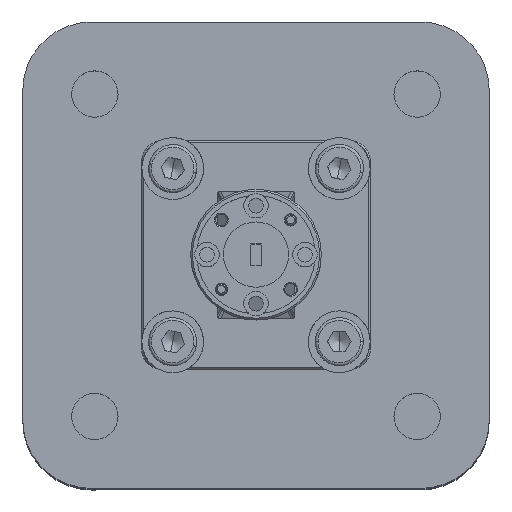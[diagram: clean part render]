
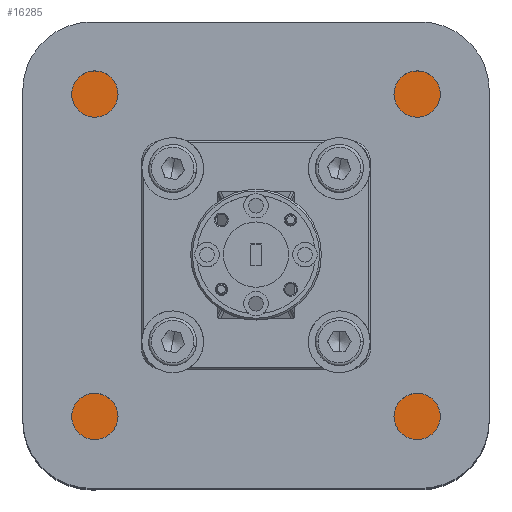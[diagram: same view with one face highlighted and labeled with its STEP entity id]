
A CAD part, top view. The second image highlights one B-rep face of the part: STEP entity #16285.
In plain terms, the highlighted planar face has unit normal (0, 0, 1).
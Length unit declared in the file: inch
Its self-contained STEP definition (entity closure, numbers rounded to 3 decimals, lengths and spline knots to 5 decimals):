
#158 = DIRECTION ( 'NONE',  ( 0., -1., 0. ) ) ;
#437 = VECTOR ( 'NONE', #21846, 39.37008 ) ;
#513 = DIRECTION ( 'NONE',  ( 0., 0., -1. ) ) ;
#671 = CARTESIAN_POINT ( 'NONE',  ( -1.41054, -0.78517, -0.79921 ) ) ;
#2120 = CARTESIAN_POINT ( 'NONE',  ( -0.39262, -1.17887, -0.79921 ) ) ;
#2134 = CARTESIAN_POINT ( 'NONE',  ( 0.47923, -0.39147, -0.79921 ) ) ;
#2400 = DIRECTION ( 'NONE',  ( 1., 0., 0. ) ) ;
#3518 = CARTESIAN_POINT ( 'NONE',  ( -0.62314, 0.71089, -0.79921 ) ) ;
#4113 = EDGE_CURVE ( 'NONE', #25430, #15818, #8410, .T. ) ;
#4779 = FACE_BOUND ( 'NONE', #25558, .T. ) ;
#5141 = DIRECTION ( 'NONE',  ( 0., -1., 0. ) ) ;
#5310 = DIRECTION ( 'NONE',  ( 0., 1., 0. ) ) ;
#5442 = EDGE_CURVE ( 'NONE', #31209, #17776, #12062, .T. ) ;
#5447 = DIRECTION ( 'NONE',  ( 0., 0., -1. ) ) ;
#5660 = LINE ( 'NONE', #11060, #23762 ) ;
#7031 = DIRECTION ( 'NONE',  ( -1., 0., 0. ) ) ;
#7075 = VERTEX_POINT ( 'NONE', #9494 ) ;
#7406 = EDGE_CURVE ( 'NONE', #15818, #9105, #15250, .T. ) ;
#7459 = FACE_OUTER_BOUND ( 'NONE', #8607, .T. ) ;
#7584 = DIRECTION ( 'NONE',  ( 0., 0., -1. ) ) ;
#7995 = CARTESIAN_POINT ( 'NONE',  ( 0.47923, -0.39147, -0.79921 ) ) ;
#8410 = LINE ( 'NONE', #22771, #35092 ) ;
#8607 = EDGE_LOOP ( 'NONE', ( #22306, #31306, #30181, #15291, #30124, #25615, #25219, #19794 ) ) ;
#8632 = VECTOR ( 'NONE', #25895, 39.37008 ) ;
#9105 = VERTEX_POINT ( 'NONE', #26832 ) ;
#9494 = CARTESIAN_POINT ( 'NONE',  ( 1.26663, -0.78517, -0.79921 ) ) ;
#9604 = EDGE_CURVE ( 'NONE', #24572, #17548, #26750, .T. ) ;
#9988 = DIRECTION ( 'NONE',  ( 0., 0., -1. ) ) ;
#11060 = CARTESIAN_POINT ( 'NONE',  ( -0.62314, -0.39147, -0.79921 ) ) ;
#11157 = VERTEX_POINT ( 'NONE', #28769 ) ;
#11494 = CIRCLE ( 'NONE', #20671, 0.3937 ) ;
#11961 = VECTOR ( 'NONE', #31291, 39.37008 ) ;
#12062 = LINE ( 'NONE', #28080, #8632 ) ;
#12076 = CIRCLE ( 'NONE', #29863, 0.3937 ) ;
#12187 = DIRECTION ( 'NONE',  ( 1., 0., 0. ) ) ;
#12563 = CARTESIAN_POINT ( 'NONE',  ( -1.41054, 1.10459, -0.79921 ) ) ;
#12799 = AXIS2_PLACEMENT_3D ( 'NONE', #29043, #9988, #29405 ) ;
#12978 = EDGE_CURVE ( 'NONE', #11157, #7075, #22466, .T. ) ;
#15124 = CARTESIAN_POINT ( 'NONE',  ( 0.87293, -1.17887, -0.79921 ) ) ;
#15162 = ORIENTED_EDGE ( 'NONE', *, *, #9604, .F. ) ;
#15250 = CIRCLE ( 'NONE', #15833, 0.3937 ) ;
#15291 = ORIENTED_EDGE ( 'NONE', *, *, #20099, .F. ) ;
#15757 = LINE ( 'NONE', #2120, #437 ) ;
#15818 = VERTEX_POINT ( 'NONE', #12563 ) ;
#15833 = AXIS2_PLACEMENT_3D ( 'NONE', #23753, #7584, #21056 ) ;
#16079 = CARTESIAN_POINT ( 'NONE',  ( 0.87293, 1.49829, -0.79921 ) ) ;
#16285 = ADVANCED_FACE ( 'NONE', ( #7459, #4779 ), #24344, .F. ) ;
#17064 = VERTEX_POINT ( 'NONE', #28916 ) ;
#17267 = CIRCLE ( 'NONE', #31063, 0.3937 ) ;
#17364 = ORIENTED_EDGE ( 'NONE', *, *, #30617, .F. ) ;
#17548 = VERTEX_POINT ( 'NONE', #7995 ) ;
#17776 = VERTEX_POINT ( 'NONE', #3518 ) ;
#18341 = EDGE_CURVE ( 'NONE', #17548, #31209, #18940, .T. ) ;
#18555 = ORIENTED_EDGE ( 'NONE', *, *, #5442, .F. ) ;
#18713 = EDGE_CURVE ( 'NONE', #31741, #11157, #12076, .T. ) ;
#18940 = LINE ( 'NONE', #29935, #31569 ) ;
#19794 = ORIENTED_EDGE ( 'NONE', *, *, #18713, .F. ) ;
#19893 = CARTESIAN_POINT ( 'NONE',  ( 0.87293, -0.78517, -0.79921 ) ) ;
#20099 = EDGE_CURVE ( 'NONE', #17064, #25430, #11494, .T. ) ;
#20671 = AXIS2_PLACEMENT_3D ( 'NONE', #29324, #23729, #7031 ) ;
#20797 = EDGE_CURVE ( 'NONE', #7075, #23005, #17267, .T. ) ;
#21056 = DIRECTION ( 'NONE',  ( 0., 1., 0. ) ) ;
#21846 = DIRECTION ( 'NONE',  ( -1., 0., 0. ) ) ;
#21938 = CARTESIAN_POINT ( 'NONE',  ( 0.87293, 1.10459, -0.79921 ) ) ;
#22306 = ORIENTED_EDGE ( 'NONE', *, *, #27257, .F. ) ;
#22466 = LINE ( 'NONE', #28430, #11961 ) ;
#22771 = CARTESIAN_POINT ( 'NONE',  ( -1.41054, -0.31273, -0.79921 ) ) ;
#23005 = VERTEX_POINT ( 'NONE', #15124 ) ;
#23729 = DIRECTION ( 'NONE',  ( 0., 0., -1. ) ) ;
#23753 = CARTESIAN_POINT ( 'NONE',  ( -1.01684, 1.10459, -0.79921 ) ) ;
#23762 = VECTOR ( 'NONE', #5141, 39.37008 ) ;
#23865 = CARTESIAN_POINT ( 'NONE',  ( 0.47923, 0.71089, -0.79921 ) ) ;
#24037 = DIRECTION ( 'NONE',  ( 1., 0., 0. ) ) ;
#24344 = PLANE ( 'NONE',  #12799 ) ;
#24572 = VERTEX_POINT ( 'NONE', #25898 ) ;
#25135 = DIRECTION ( 'NONE',  ( 0., 1., 0. ) ) ;
#25219 = ORIENTED_EDGE ( 'NONE', *, *, #12978, .F. ) ;
#25430 = VERTEX_POINT ( 'NONE', #671 ) ;
#25558 = EDGE_LOOP ( 'NONE', ( #18555, #34616, #15162, #17364 ) ) ;
#25615 = ORIENTED_EDGE ( 'NONE', *, *, #20797, .F. ) ;
#25895 = DIRECTION ( 'NONE',  ( -1., 0., 0. ) ) ;
#25898 = CARTESIAN_POINT ( 'NONE',  ( -0.62314, -0.39147, -0.79921 ) ) ;
#25915 = VECTOR ( 'NONE', #12187, 39.37008 ) ;
#26750 = LINE ( 'NONE', #2134, #31408 ) ;
#26832 = CARTESIAN_POINT ( 'NONE',  ( -1.01684, 1.49829, -0.79921 ) ) ;
#27257 = EDGE_CURVE ( 'NONE', #9105, #31741, #30892, .T. ) ;
#28080 = CARTESIAN_POINT ( 'NONE',  ( -0.62314, 0.71089, -0.79921 ) ) ;
#28430 = CARTESIAN_POINT ( 'NONE',  ( 1.26663, 0.63215, -0.79921 ) ) ;
#28769 = CARTESIAN_POINT ( 'NONE',  ( 1.26663, 1.10459, -0.79921 ) ) ;
#28916 = CARTESIAN_POINT ( 'NONE',  ( -1.01684, -1.17887, -0.79921 ) ) ;
#29043 = CARTESIAN_POINT ( 'NONE',  ( 0.56938, 0.15971, -0.79921 ) ) ;
#29324 = CARTESIAN_POINT ( 'NONE',  ( -1.01684, -0.78517, -0.79921 ) ) ;
#29405 = DIRECTION ( 'NONE',  ( 0., -1., 0. ) ) ;
#29863 = AXIS2_PLACEMENT_3D ( 'NONE', #21938, #5447, #2400 ) ;
#29935 = CARTESIAN_POINT ( 'NONE',  ( 0.47923, 0.71089, -0.79921 ) ) ;
#30124 = ORIENTED_EDGE ( 'NONE', *, *, #35551, .F. ) ;
#30181 = ORIENTED_EDGE ( 'NONE', *, *, #4113, .F. ) ;
#30617 = EDGE_CURVE ( 'NONE', #17776, #24572, #5660, .T. ) ;
#30892 = LINE ( 'NONE', #31411, #25915 ) ;
#31063 = AXIS2_PLACEMENT_3D ( 'NONE', #19893, #513, #158 ) ;
#31209 = VERTEX_POINT ( 'NONE', #23865 ) ;
#31291 = DIRECTION ( 'NONE',  ( 0., -1., 0. ) ) ;
#31306 = ORIENTED_EDGE ( 'NONE', *, *, #7406, .F. ) ;
#31408 = VECTOR ( 'NONE', #24037, 39.37008 ) ;
#31411 = CARTESIAN_POINT ( 'NONE',  ( 0.24871, 1.49829, -0.79921 ) ) ;
#31569 = VECTOR ( 'NONE', #5310, 39.37008 ) ;
#31741 = VERTEX_POINT ( 'NONE', #16079 ) ;
#34616 = ORIENTED_EDGE ( 'NONE', *, *, #18341, .F. ) ;
#35092 = VECTOR ( 'NONE', #25135, 39.37008 ) ;
#35551 = EDGE_CURVE ( 'NONE', #23005, #17064, #15757, .T. ) ;
